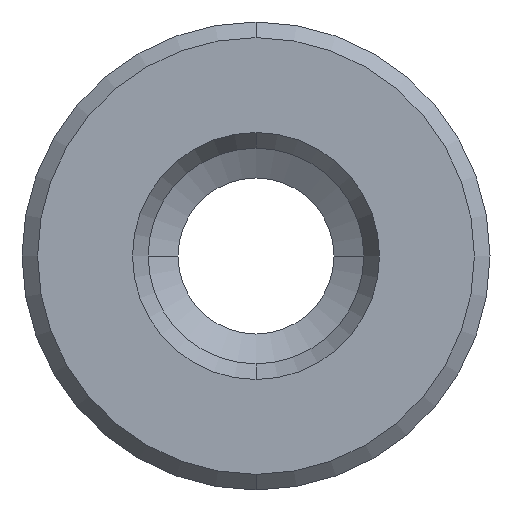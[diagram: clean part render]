
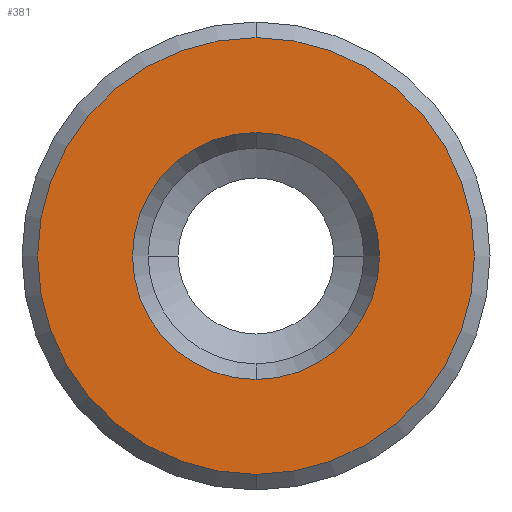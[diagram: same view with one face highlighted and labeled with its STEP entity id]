
A CAD part, front view. The second image highlights one B-rep face of the part: STEP entity #381.
In plain terms, the highlighted planar face has unit normal (0, -1, 0).
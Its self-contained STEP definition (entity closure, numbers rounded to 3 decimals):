
#115 = EDGE_CURVE ( 'NONE', #116, #212, #763, .T. ) ;
#116 = VERTEX_POINT ( 'NONE', #771 ) ;
#165 = VERTEX_POINT ( 'NONE', #841 ) ;
#167 = EDGE_CURVE ( 'NONE', #185, #165, #840, .T. ) ;
#185 = VERTEX_POINT ( 'NONE', #888 ) ;
#212 = VERTEX_POINT ( 'NONE', #965 ) ;
#362 = EDGE_LOOP ( 'NONE', ( #447, #518 ) ) ;
#381 = ADVANCED_FACE ( 'NONE', ( #1309, #1354 ), #1353, .T. ) ;
#408 = EDGE_CURVE ( 'NONE', #165, #185, #1378, .T. ) ;
#437 = ORIENTED_EDGE ( 'NONE', *, *, #438, .F. ) ;
#438 = EDGE_CURVE ( 'NONE', #212, #116, #1303, .T. ) ;
#440 = ORIENTED_EDGE ( 'NONE', *, *, #115, .F. ) ;
#447 = ORIENTED_EDGE ( 'NONE', *, *, #167, .T. ) ;
#518 = ORIENTED_EDGE ( 'NONE', *, *, #408, .T. ) ;
#519 = EDGE_LOOP ( 'NONE', ( #440, #437 ) ) ;
#762 = CARTESIAN_POINT ( 'NONE',  ( 0., -14.1, 0. ) ) ;
#763 = CIRCLE ( 'NONE', #782, 4.2 ) ;
#771 = CARTESIAN_POINT ( 'NONE',  ( 0., -14.1, -4.2 ) ) ;
#780 = DIRECTION ( 'NONE',  ( 0., 0., -1. ) ) ;
#781 = DIRECTION ( 'NONE',  ( 0., 1., 0. ) ) ;
#782 = AXIS2_PLACEMENT_3D ( 'NONE', #762, #781, #780 ) ;
#840 = CIRCLE ( 'NONE', #869, 2.375 ) ;
#841 = CARTESIAN_POINT ( 'NONE',  ( 0., -14.1, -2.375 ) ) ;
#866 = DIRECTION ( 'NONE',  ( 0., 0., -1. ) ) ;
#867 = DIRECTION ( 'NONE',  ( 0., 1., 0. ) ) ;
#868 = CARTESIAN_POINT ( 'NONE',  ( 0., -14.1, 0. ) ) ;
#869 = AXIS2_PLACEMENT_3D ( 'NONE', #868, #867, #866 ) ;
#888 = CARTESIAN_POINT ( 'NONE',  ( 0., -14.1, 2.375 ) ) ;
#965 = CARTESIAN_POINT ( 'NONE',  ( 0., -14.1, 4.2 ) ) ;
#1242 = CARTESIAN_POINT ( 'NONE',  ( 0., -14.1, 0. ) ) ;
#1273 = DIRECTION ( 'NONE',  ( 0., 0., -1. ) ) ;
#1298 = DIRECTION ( 'NONE',  ( 0., 0., -1. ) ) ;
#1299 = DIRECTION ( 'NONE',  ( 0., 1., 0. ) ) ;
#1300 = CARTESIAN_POINT ( 'NONE',  ( 0., -14.1, 0. ) ) ;
#1301 = AXIS2_PLACEMENT_3D ( 'NONE', #1300, #1299, #1298 ) ;
#1303 = CIRCLE ( 'NONE', #1301, 4.2 ) ;
#1309 = FACE_BOUND ( 'NONE', #362, .T. ) ;
#1347 = DIRECTION ( 'NONE',  ( 0., 0., 1. ) ) ;
#1353 = PLANE ( 'NONE',  #1358 ) ;
#1354 = FACE_OUTER_BOUND ( 'NONE', #519, .T. ) ;
#1356 = DIRECTION ( 'NONE',  ( 0., -1., 0. ) ) ;
#1357 = CARTESIAN_POINT ( 'NONE',  ( -4.2, -14.1, 0. ) ) ;
#1358 = AXIS2_PLACEMENT_3D ( 'NONE', #1357, #1356, #1347 ) ;
#1376 = DIRECTION ( 'NONE',  ( 0., 1., 0. ) ) ;
#1377 = AXIS2_PLACEMENT_3D ( 'NONE', #1242, #1376, #1273 ) ;
#1378 = CIRCLE ( 'NONE', #1377, 2.375 ) ;
